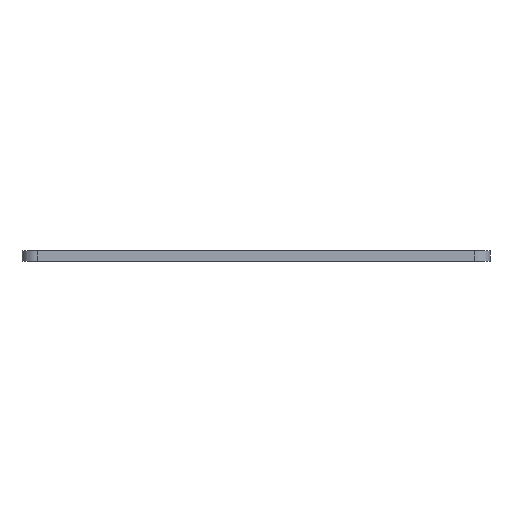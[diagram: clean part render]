
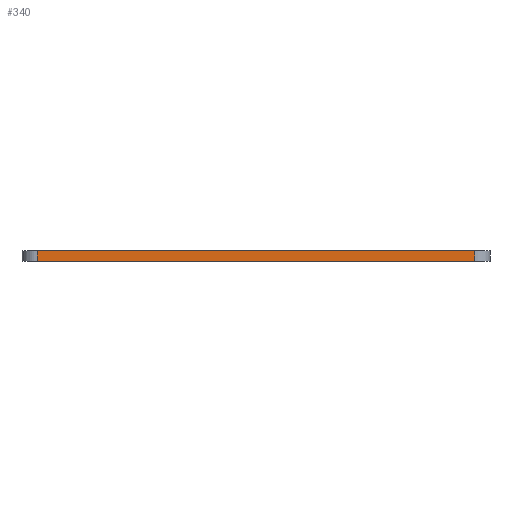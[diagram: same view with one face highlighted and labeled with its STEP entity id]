
A CAD part, left-side view. The second image highlights one B-rep face of the part: STEP entity #340.
In plain terms, the highlighted planar face has unit normal (-1, 0, 0).
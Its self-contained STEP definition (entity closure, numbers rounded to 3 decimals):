
#17 = CARTESIAN_POINT ( 'NONE',  ( -46.5, -43.5, 0. ) ) ;
#185 = VERTEX_POINT ( 'NONE', #17 ) ;
#271 = DIRECTION ( 'NONE',  ( 0., 0., -1. ) ) ;
#287 = VERTEX_POINT ( 'NONE', #4504 ) ;
#320 = EDGE_LOOP ( 'NONE', ( #4286, #3733, #1798, #5325 ) ) ;
#340 = ADVANCED_FACE ( 'NONE', ( #6994 ), #6303, .F. ) ;
#737 = DIRECTION ( 'NONE',  ( 0., -1., 0. ) ) ;
#1050 = LINE ( 'NONE', #4551, #4139 ) ;
#1083 = DIRECTION ( 'NONE',  ( 0., 0., -1. ) ) ;
#1126 = CARTESIAN_POINT ( 'NONE',  ( -46.5, -43.5, 2. ) ) ;
#1235 = VERTEX_POINT ( 'NONE', #5993 ) ;
#1632 = CARTESIAN_POINT ( 'NONE',  ( -46.5, 43.5, 2. ) ) ;
#1798 = ORIENTED_EDGE ( 'NONE', *, *, #7125, .F. ) ;
#2190 = EDGE_CURVE ( 'NONE', #287, #185, #1050, .T. ) ;
#2995 = DIRECTION ( 'NONE',  ( 1., 0., 0. ) ) ;
#3301 = DIRECTION ( 'NONE',  ( 0., -1., 0. ) ) ;
#3514 = CARTESIAN_POINT ( 'NONE',  ( -46.5, -43.5, 2. ) ) ;
#3733 = ORIENTED_EDGE ( 'NONE', *, *, #7223, .F. ) ;
#4139 = VECTOR ( 'NONE', #3301, 1000. ) ;
#4286 = ORIENTED_EDGE ( 'NONE', *, *, #2190, .T. ) ;
#4324 = VECTOR ( 'NONE', #737, 1000. ) ;
#4435 = LINE ( 'NONE', #6054, #5746 ) ;
#4504 = CARTESIAN_POINT ( 'NONE',  ( -46.5, 43.5, 0. ) ) ;
#4551 = CARTESIAN_POINT ( 'NONE',  ( -46.5, -43.5, 0. ) ) ;
#4947 = DIRECTION ( 'NONE',  ( 0., 0., -1. ) ) ;
#5325 = ORIENTED_EDGE ( 'NONE', *, *, #7266, .T. ) ;
#5631 = VECTOR ( 'NONE', #1083, 1000. ) ;
#5746 = VECTOR ( 'NONE', #4947, 1000. ) ;
#5831 = AXIS2_PLACEMENT_3D ( 'NONE', #3514, #2995, #271 ) ;
#5887 = CARTESIAN_POINT ( 'NONE',  ( -46.5, -43.5, 2. ) ) ;
#5918 = LINE ( 'NONE', #5887, #4324 ) ;
#5993 = CARTESIAN_POINT ( 'NONE',  ( -46.5, -43.5, 2. ) ) ;
#6020 = VERTEX_POINT ( 'NONE', #1632 ) ;
#6054 = CARTESIAN_POINT ( 'NONE',  ( -46.5, 43.5, 2. ) ) ;
#6085 = LINE ( 'NONE', #1126, #5631 ) ;
#6303 = PLANE ( 'NONE',  #5831 ) ;
#6994 = FACE_OUTER_BOUND ( 'NONE', #320, .T. ) ;
#7125 = EDGE_CURVE ( 'NONE', #6020, #1235, #5918, .T. ) ;
#7223 = EDGE_CURVE ( 'NONE', #1235, #185, #6085, .T. ) ;
#7266 = EDGE_CURVE ( 'NONE', #6020, #287, #4435, .T. ) ;
